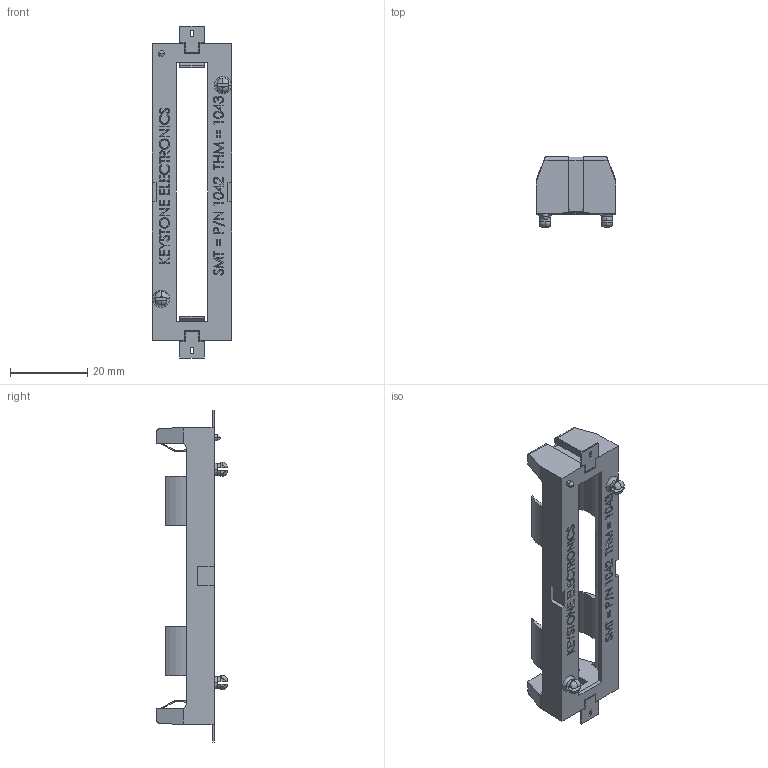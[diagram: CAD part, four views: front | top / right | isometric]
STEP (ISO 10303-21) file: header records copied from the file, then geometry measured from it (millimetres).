
FILE_DESCRIPTION (( 'STEP AP214' ), '1' );
FILE_NAME ('keystone-PN1042.STEP', '2021-02-13T04:11:42', ( '' ), ( '' ), 'SwSTEP 2.0', 'SolidWorks 2018', '' );
FILE_SCHEMA (( 'AUTOMOTIVE_DESIGN' ));
Length unit declared in the file: inch
Products named in the file (1): keystone-PN1042
Bounding box: 20.65 x 18.29 x 86 mm (x, y, z)
Volume: 5567 mm3; surface area: 6413.9 mm2
Topology: 1 solids, 1 shells, 683 faces, 1880 edges, 1245 vertices
Faces by surface type: plane 497, bspline 128, cylinder 44, torus 12, sphere 2
Entity records: 29908 total; most frequent: CARTESIAN_POINT 12409, ORIENTED_EDGE 3752, DIRECTION 2836, EDGE_CURVE 1876, LINE 1460, VECTOR 1460, VERTEX_POINT 1243, EDGE_LOOP 741
